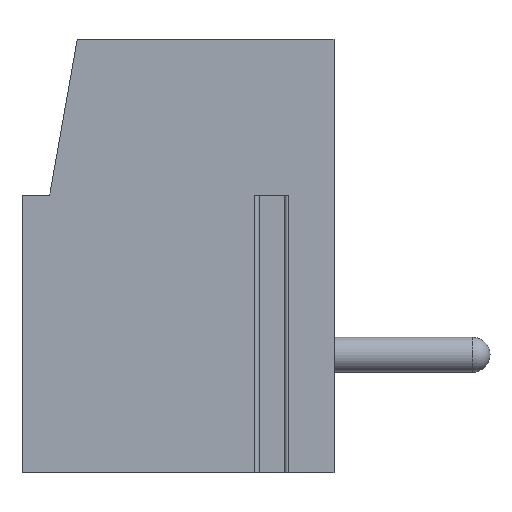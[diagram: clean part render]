
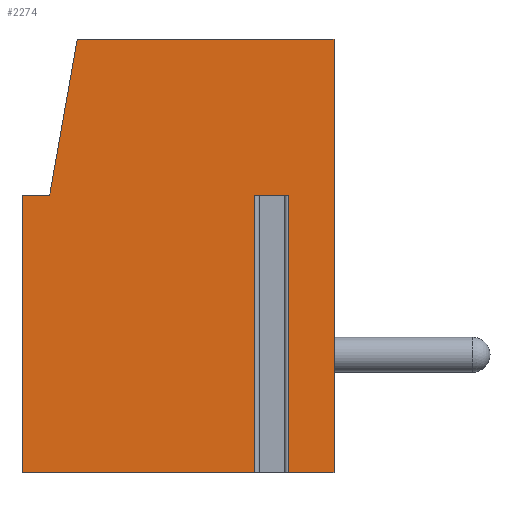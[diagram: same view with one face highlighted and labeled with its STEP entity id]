
A CAD part, top view. The second image highlights one B-rep face of the part: STEP entity #2274.
In plain terms, the highlighted planar face has unit normal (0, 0, 1).
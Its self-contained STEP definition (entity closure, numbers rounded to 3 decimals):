
#13=DIRECTION('',(-1.,0.,0.));
#14=VECTOR('',#13,0.958);
#15=CARTESIAN_POINT('',(3.179,1.75,7.5));
#16=LINE('',#15,#14);
#17=DIRECTION('',(0.,-1.,0.));
#18=VECTOR('',#17,8.);
#19=CARTESIAN_POINT('',(2.221,1.75,7.5));
#20=LINE('',#19,#18);
#21=DIRECTION('',(1.,0.,0.));
#22=VECTOR('',#21,6.721);
#23=CARTESIAN_POINT('',(-4.5,-6.25,7.5));
#24=LINE('',#23,#22);
#25=DIRECTION('',(0.,-1.,0.));
#26=VECTOR('',#25,8.);
#27=CARTESIAN_POINT('',(-4.5,1.75,7.5));
#28=LINE('',#27,#26);
#29=DIRECTION('',(-1.,0.,0.));
#30=VECTOR('',#29,0.8);
#31=CARTESIAN_POINT('',(-3.7,1.75,7.5));
#32=LINE('',#31,#30);
#33=DIRECTION('',(-0.174,-0.985,0.));
#34=VECTOR('',#33,4.569);
#35=CARTESIAN_POINT('',(-2.907,6.25,7.5));
#36=LINE('',#35,#34);
#37=DIRECTION('',(-1.,0.,0.));
#38=VECTOR('',#37,7.407);
#39=CARTESIAN_POINT('',(4.5,6.25,7.5));
#40=LINE('',#39,#38);
#41=DIRECTION('',(0.,1.,0.));
#42=VECTOR('',#41,12.5);
#43=CARTESIAN_POINT('',(4.5,-6.25,7.5));
#44=LINE('',#43,#42);
#45=DIRECTION('',(1.,0.,0.));
#46=VECTOR('',#45,1.321);
#47=CARTESIAN_POINT('',(3.179,-6.25,7.5));
#48=LINE('',#47,#46);
#49=DIRECTION('',(0.,-1.,0.));
#50=VECTOR('',#49,8.);
#51=CARTESIAN_POINT('',(3.179,1.75,7.5));
#52=LINE('',#51,#50);
#1781=CARTESIAN_POINT('',(-2.907,6.25,7.5));
#1782=CARTESIAN_POINT('',(-3.7,1.75,7.5));
#1783=VERTEX_POINT('',#1781);
#1784=VERTEX_POINT('',#1782);
#1785=CARTESIAN_POINT('',(-4.5,1.75,7.5));
#1786=VERTEX_POINT('',#1785);
#1787=CARTESIAN_POINT('',(-4.5,-6.25,7.5));
#1788=VERTEX_POINT('',#1787);
#1789=CARTESIAN_POINT('',(4.5,-6.25,7.5));
#1790=CARTESIAN_POINT('',(4.5,6.25,7.5));
#1791=VERTEX_POINT('',#1789);
#1792=VERTEX_POINT('',#1790);
#1849=CARTESIAN_POINT('',(3.179,1.75,7.5));
#1850=CARTESIAN_POINT('',(2.221,1.75,7.5));
#1851=VERTEX_POINT('',#1849);
#1852=VERTEX_POINT('',#1850);
#1853=CARTESIAN_POINT('',(3.179,-6.25,7.5));
#1854=VERTEX_POINT('',#1853);
#1855=CARTESIAN_POINT('',(2.221,-6.25,7.5));
#1856=VERTEX_POINT('',#1855);
#2247=CARTESIAN_POINT('',(0.,0.,7.5));
#2248=DIRECTION('',(0.,0.,1.));
#2249=DIRECTION('',(1.,0.,0.));
#2250=AXIS2_PLACEMENT_3D('',#2247,#2248,#2249);
#2251=PLANE('',#2250);
#2253=ORIENTED_EDGE('',*,*,#2252,.T.);
#2255=ORIENTED_EDGE('',*,*,#2254,.T.);
#2257=ORIENTED_EDGE('',*,*,#2256,.F.);
#2259=ORIENTED_EDGE('',*,*,#2258,.F.);
#2261=ORIENTED_EDGE('',*,*,#2260,.F.);
#2263=ORIENTED_EDGE('',*,*,#2262,.F.);
#2265=ORIENTED_EDGE('',*,*,#2264,.F.);
#2267=ORIENTED_EDGE('',*,*,#2266,.F.);
#2269=ORIENTED_EDGE('',*,*,#2268,.F.);
#2271=ORIENTED_EDGE('',*,*,#2270,.F.);
#2272=EDGE_LOOP('',(#2253,#2255,#2257,#2259,#2261,#2263,#2265,#2267,#2269,
#2271));
#2273=FACE_OUTER_BOUND('',#2272,.F.);
#2252=EDGE_CURVE('',#1851,#1852,#16,.T.);
#2254=EDGE_CURVE('',#1852,#1856,#20,.T.);
#2256=EDGE_CURVE('',#1788,#1856,#24,.T.);
#2258=EDGE_CURVE('',#1786,#1788,#28,.T.);
#2260=EDGE_CURVE('',#1784,#1786,#32,.T.);
#2262=EDGE_CURVE('',#1783,#1784,#36,.T.);
#2264=EDGE_CURVE('',#1792,#1783,#40,.T.);
#2266=EDGE_CURVE('',#1791,#1792,#44,.T.);
#2268=EDGE_CURVE('',#1854,#1791,#48,.T.);
#2270=EDGE_CURVE('',#1851,#1854,#52,.T.);
#2274=ADVANCED_FACE('',(#2273),#2251,.T.);
